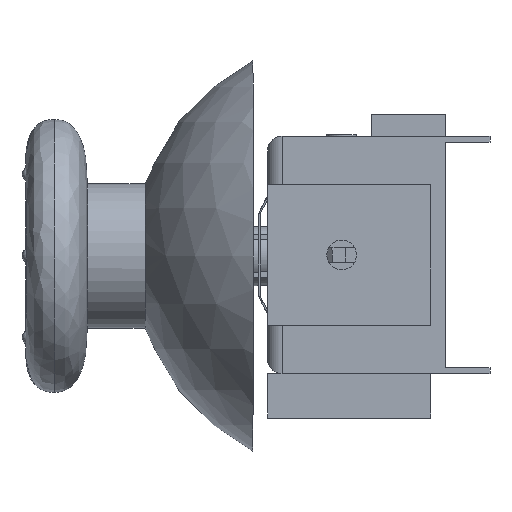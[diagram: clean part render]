
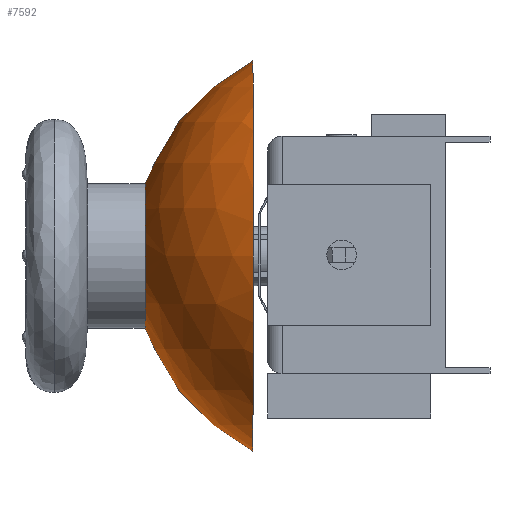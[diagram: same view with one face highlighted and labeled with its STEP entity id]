
A CAD part, left-side view. The second image highlights one B-rep face of the part: STEP entity #7592.
In plain terms, the highlighted spherical face has radius 14.741 mm.
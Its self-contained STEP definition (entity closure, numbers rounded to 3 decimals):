
#14=SPHERICAL_SURFACE('',#8287,14.741);
#434=FACE_BOUND('',#1314,.T.);
#839=FACE_OUTER_BOUND('',#1313,.T.);
#1313=EDGE_LOOP('',(#6803));
#1314=EDGE_LOOP('',(#6804));
#3060=CIRCLE('',#8280,4.875);
#3066=CIRCLE('',#8288,13.15);
#3737=VERTEX_POINT('',#13270);
#3742=VERTEX_POINT('',#13295);
#4776=EDGE_CURVE('',#3737,#3737,#3060,.T.);
#4782=EDGE_CURVE('',#3742,#3742,#3066,.T.);
#6803=ORIENTED_EDGE('',*,*,#4782,.F.);
#6804=ORIENTED_EDGE('',*,*,#4776,.T.);
#7592=ADVANCED_FACE('',(#839,#434),#14,.T.);
#8280=AXIS2_PLACEMENT_3D('',#13271,#10242,#10243);
#8287=AXIS2_PLACEMENT_3D('',#13294,#10256,#10257);
#8288=AXIS2_PLACEMENT_3D('',#13296,#10258,#10259);
#10242=DIRECTION('center_axis',(0.003,-1.,
0.));
#10243=DIRECTION('ref_axis',(0.,0.,
1.));
#10256=DIRECTION('center_axis',(0.,0.,1.));
#10257=DIRECTION('ref_axis',(1.,0.,0.));
#10258=DIRECTION('center_axis',(0.003,-1.,
0.));
#10259=DIRECTION('ref_axis',(0.,0.,1.));
#13270=CARTESIAN_POINT('',(-0.041,20.251,-4.945));
#13271=CARTESIAN_POINT('Origin',(-0.041,20.249,-0.07));
#13294=CARTESIAN_POINT('Origin',(0.002,6.338,-0.076));
#13295=CARTESIAN_POINT('',(13.131,13.04,-0.074));
#13296=CARTESIAN_POINT('Origin',(-0.019,13.,-0.073));
